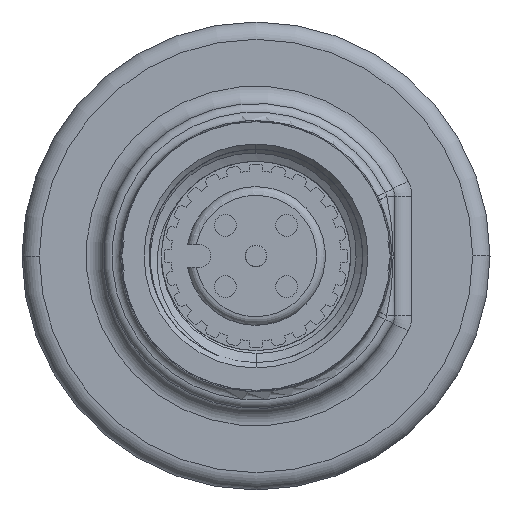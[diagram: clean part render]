
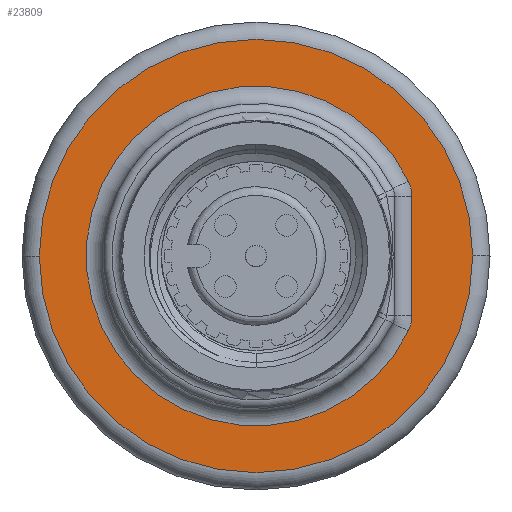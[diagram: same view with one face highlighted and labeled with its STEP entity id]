
A CAD part, front view. The second image highlights one B-rep face of the part: STEP entity #23809.
In plain terms, the highlighted face is planar.
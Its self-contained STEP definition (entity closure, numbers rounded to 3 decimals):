
#20255=CARTESIAN_POINT('',(0.,0.,0.));
#20256=DIRECTION('',(0.,-1.,0.));
#20257=DIRECTION('',(1.,0.,0.));
#20258=AXIS2_PLACEMENT_3D('',#20255,#20256,#20257);
#20260=CARTESIAN_POINT('',(0.,0.,0.));
#20261=DIRECTION('',(0.,-1.,0.));
#20262=DIRECTION('',(-1.,0.,0.));
#20263=AXIS2_PLACEMENT_3D('',#20260,#20261,#20262);
#20265=CARTESIAN_POINT('',(-7.,0.,-3.441));
#20266=DIRECTION('',(0.,1.,0.));
#20267=DIRECTION('',(-0.897,0.,-0.441));
#20268=AXIS2_PLACEMENT_3D('',#20265,#20266,#20267);
#20270=DIRECTION('',(0.,0.,1.));
#20271=VECTOR('',#20270,6.882);
#20272=CARTESIAN_POINT('',(-9.,0.,-3.441));
#20273=LINE('',#20272,#20271);
#20274=CARTESIAN_POINT('',(-7.,0.,3.441));
#20275=DIRECTION('',(0.,1.,0.));
#20276=DIRECTION('',(-1.,0.,0.));
#20277=AXIS2_PLACEMENT_3D('',#20274,#20275,#20276);
#20279=CARTESIAN_POINT('',(0.,0.,0.));
#20280=DIRECTION('',(0.,1.,0.));
#20281=DIRECTION('',(-0.897,0.,0.441));
#20282=AXIS2_PLACEMENT_3D('',#20279,#20280,#20281);
#23151=CARTESIAN_POINT('',(12.5,0.,0.));
#23152=CARTESIAN_POINT('',(-12.5,0.,0.));
#23153=VERTEX_POINT('',#23151);
#23154=VERTEX_POINT('',#23152);
#23167=CARTESIAN_POINT('',(-8.795,0.,-4.323));
#23168=CARTESIAN_POINT('',(-9.,0.,-3.441));
#23169=VERTEX_POINT('',#23167);
#23170=VERTEX_POINT('',#23168);
#23175=CARTESIAN_POINT('',(-8.795,0.,4.323));
#23176=VERTEX_POINT('',#23175);
#23179=CARTESIAN_POINT('',(-9.,0.,3.441));
#23180=VERTEX_POINT('',#23179);
#23790=CARTESIAN_POINT('',(0.,0.,0.));
#23791=DIRECTION('',(0.,-1.,0.));
#23792=DIRECTION('',(-1.,0.,0.));
#23793=AXIS2_PLACEMENT_3D('',#23790,#23791,#23792);
#23794=PLANE('',#23793);
#23796=ORIENTED_EDGE('',*,*,#23795,.T.);
#23798=ORIENTED_EDGE('',*,*,#23797,.T.);
#23799=EDGE_LOOP('',(#23796,#23798));
#23800=FACE_OUTER_BOUND('',#23799,.F.);
#23802=ORIENTED_EDGE('',*,*,#23801,.T.);
#23803=ORIENTED_EDGE('',*,*,#23780,.T.);
#23804=ORIENTED_EDGE('',*,*,#23770,.T.);
#23806=ORIENTED_EDGE('',*,*,#23805,.T.);
#23807=EDGE_LOOP('',(#23802,#23803,#23804,#23806));
#23808=FACE_BOUND('',#23807,.F.);
#23809=ADVANCED_FACE('',(#23800,#23808),#23794,.F.);
#20259=CIRCLE('',#20258,12.5);
#20264=CIRCLE('',#20263,12.5);
#20269=CIRCLE('',#20268,2.);
#20278=CIRCLE('',#20277,2.);
#20283=CIRCLE('',#20282,9.8);
#23770=EDGE_CURVE('',#23180,#23176,#20278,.T.);
#23780=EDGE_CURVE('',#23170,#23180,#20273,.T.);
#23795=EDGE_CURVE('',#23153,#23154,#20259,.T.);
#23797=EDGE_CURVE('',#23154,#23153,#20264,.T.);
#23801=EDGE_CURVE('',#23169,#23170,#20269,.T.);
#23805=EDGE_CURVE('',#23176,#23169,#20283,.T.);
